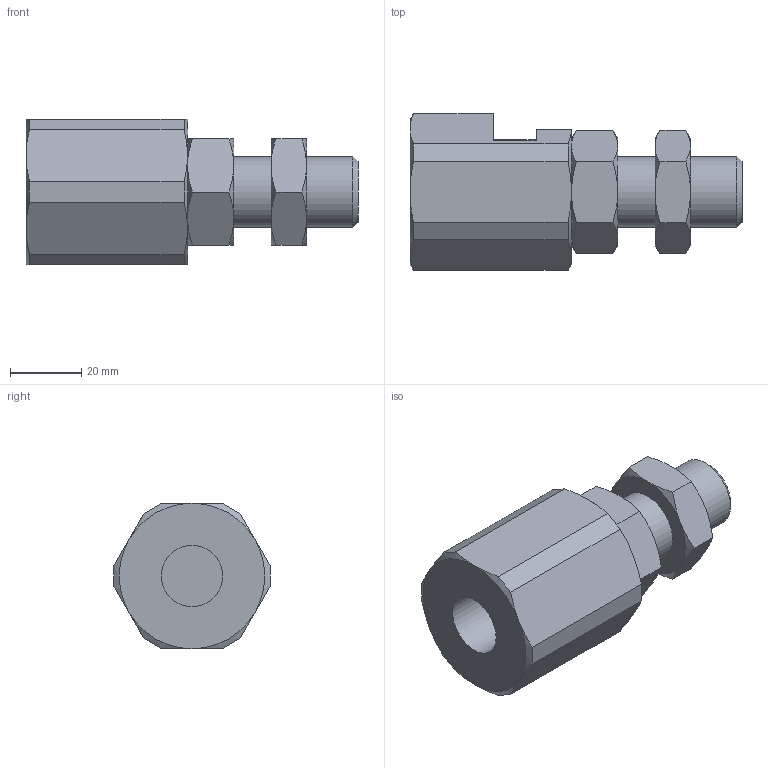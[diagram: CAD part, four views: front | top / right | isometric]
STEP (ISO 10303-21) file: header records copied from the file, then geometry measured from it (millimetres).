
FILE_DESCRIPTION( ( 'STEP AP214' ), '1' );
FILE_NAME( 'K0709.2035.stp', '2020-12-09T12:30:32', ( '' ), ( '' ), ' ', 'PARTsolutions', ' ' );
FILE_SCHEMA( ( 'AUTOMOTIVE_DESIGN { 1 0 10303 214 1 1 1 1 }' ) );
Length unit declared in the file: millimetre
Products named in the file (4): K0709.2035; _K0709.2035_kupplung; _23450-2035_klaue; _M 20_mutter
Assembly tree (3 placements, depth 2):
  K0709.2035
    _K0709.2035_kupplung
    _23450-2035_klaue
    _M 20_mutter
Bounding box: 93.5 x 44 x 41 mm (x, y, z)
Volume: 78194.3 mm3; surface area: 21603.9 mm2
Topology: 3 solids, 3 shells, 84 faces, 188 edges, 113 vertices
Faces by surface type: plane 39, cone 38, cylinder 7
Full cylindrical faces by diameter (mm): 17.294 x2, 17.8 x1, 20 x1, 29.5 x1
Entity records: 3303 total; most frequent: CARTESIAN_POINT 852, ORIENTED_EDGE 360, DIRECTION 325, EDGE_CURVE 180, AXIS2_PLACEMENT_3D 140, VERTEX_POINT 113, EDGE_LOOP 99, FACE_OUTER_BOUND 89
